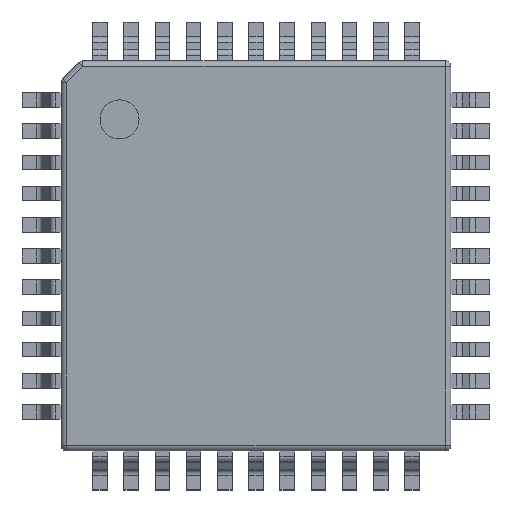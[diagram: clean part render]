
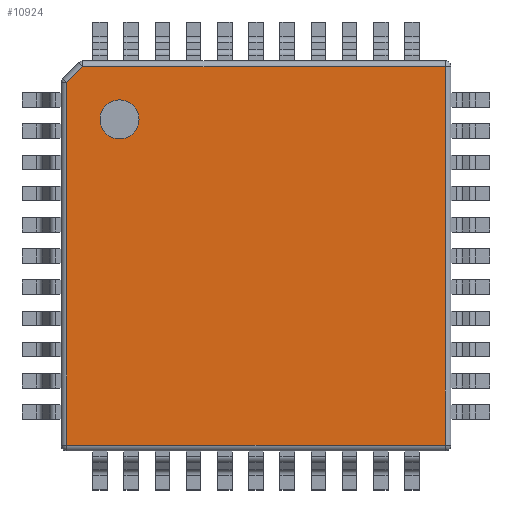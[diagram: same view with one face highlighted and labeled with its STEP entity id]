
A CAD part, top view. The second image highlights one B-rep face of the part: STEP entity #10924.
In plain terms, the highlighted planar face has unit normal (0, 0, 1).
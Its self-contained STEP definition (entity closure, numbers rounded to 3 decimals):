
#47=FACE_BOUND('',#3850,.T.);
#63=PLANE('',#11574);
#471=LINE('',#15820,#1734);
#475=LINE('',#15840,#1738);
#478=LINE('',#15844,#1741);
#481=LINE('',#15849,#1744);
#485=LINE('',#15855,#1748);
#1734=VECTOR('',#12589,10.);
#1738=VECTOR('',#12613,10.);
#1741=VECTOR('',#12618,10.);
#1744=VECTOR('',#12625,10.);
#1748=VECTOR('',#12633,10.);
#3210=FACE_OUTER_BOUND('',#3849,.T.);
#3849=EDGE_LOOP('',(#7796,#7797,#7798,#7799,#7800));
#3850=EDGE_LOOP('',(#7801));
#4468=CIRCLE('',#11575,0.5);
#4829=VERTEX_POINT('',#15767);
#4838=VERTEX_POINT('',#15791);
#4844=VERTEX_POINT('',#15811);
#4847=VERTEX_POINT('',#15824);
#4851=VERTEX_POINT('',#15836);
#4984=VERTEX_POINT('',#16135);
#5942=EDGE_CURVE('',#4829,#4844,#471,.T.);
#5952=EDGE_CURVE('',#4844,#4851,#475,.T.);
#5955=EDGE_CURVE('',#4851,#4847,#478,.T.);
#5958=EDGE_CURVE('',#4847,#4838,#481,.T.);
#5962=EDGE_CURVE('',#4838,#4829,#485,.T.);
#6102=EDGE_CURVE('',#4984,#4984,#4468,.T.);
#7796=ORIENTED_EDGE('',*,*,#5942,.F.);
#7797=ORIENTED_EDGE('',*,*,#5962,.F.);
#7798=ORIENTED_EDGE('',*,*,#5958,.F.);
#7799=ORIENTED_EDGE('',*,*,#5955,.F.);
#7800=ORIENTED_EDGE('',*,*,#5952,.F.);
#7801=ORIENTED_EDGE('',*,*,#6102,.T.);
#10924=ADVANCED_FACE('',(#3210,#47),#63,.T.);
#11574=AXIS2_PLACEMENT_3D('',#16134,#12787,#12788);
#11575=AXIS2_PLACEMENT_3D('',#16136,#12789,#12790);
#12589=DIRECTION('',(-1.,0.,0.));
#12613=DIRECTION('',(0.,1.,0.));
#12618=DIRECTION('',(0.707,0.707,0.));
#12625=DIRECTION('',(1.,0.,0.));
#12633=DIRECTION('',(0.,-1.,0.));
#12787=DIRECTION('center_axis',(0.,0.,1.));
#12788=DIRECTION('ref_axis',(1.,0.,0.));
#12789=DIRECTION('center_axis',(0.,0.,-1.));
#12790=DIRECTION('ref_axis',(-1.,0.,0.));
#15767=CARTESIAN_POINT('',(4.85,-4.85,1.6));
#15791=CARTESIAN_POINT('',(4.85,4.85,1.6));
#15811=CARTESIAN_POINT('',(-4.85,-4.85,1.6));
#15820=CARTESIAN_POINT('',(-2.5,-4.85,1.6));
#15824=CARTESIAN_POINT('',(-4.438,4.85,1.6));
#15836=CARTESIAN_POINT('',(-4.85,4.438,1.6));
#15840=CARTESIAN_POINT('',(-4.85,2.5,1.6));
#15844=CARTESIAN_POINT('',(-4.644,4.644,1.6));
#15849=CARTESIAN_POINT('',(2.5,4.85,1.6));
#15855=CARTESIAN_POINT('',(4.85,-2.5,1.6));
#16134=CARTESIAN_POINT('Origin',(0.,0.,1.6));
#16135=CARTESIAN_POINT('',(-3.,3.5,1.6));
#16136=CARTESIAN_POINT('Origin',(-3.5,3.5,1.6));
